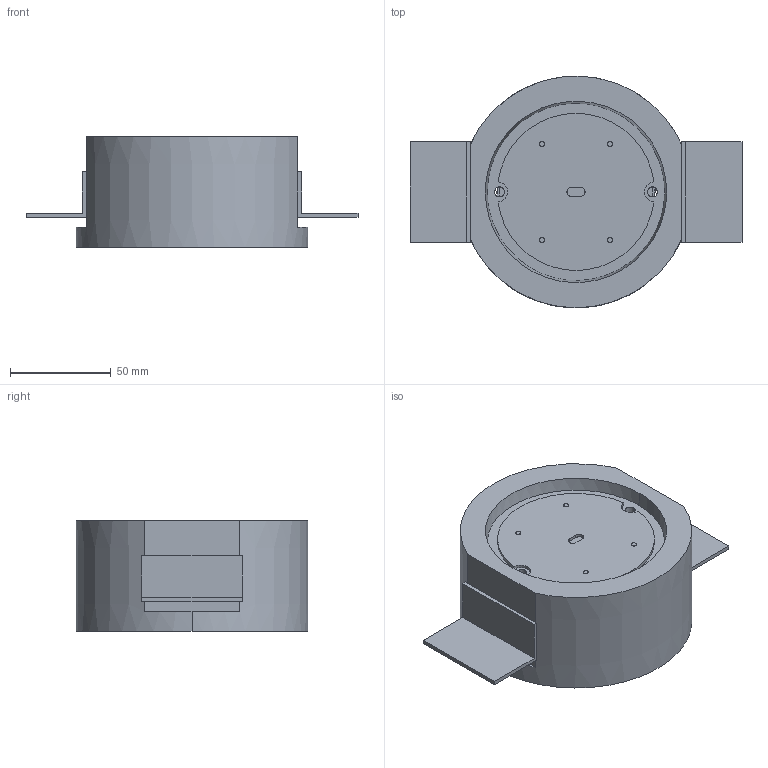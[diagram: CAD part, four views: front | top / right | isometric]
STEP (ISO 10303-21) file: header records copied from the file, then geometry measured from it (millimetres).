
FILE_DESCRIPTION(/* description */ (''),/* implementation_level */ '2;1');
FILE_NAME(/* name */ 'T338',/* time_stamp */ '2020-10-01T16:23:25+02:00',/* author */ (''),/* organization */ (''),/* preprocessor_version */ 'ST-DEVELOPER v16.5',/* originating_system */ '',/* authorisation */ '');
FILE_SCHEMA (('AUTOMOTIVE_DESIGN'));
Length unit declared in the file: millimetre
Products named in the file (1): Document
Bounding box: 164.78 x 115 x 55 mm (x, y, z)
Volume: 415266.9 mm3; surface area: 128957.1 mm2
Topology: 14 solids, 14 shells, 220 faces, 505 edges, 334 vertices
Faces by surface type: bspline 131, plane 89
Entity records: 6799 total; most frequent: CARTESIAN_POINT 3613, ORIENTED_EDGE 1010, EDGE_CURVE 505, VERTEX_POINT 334, EDGE_LOOP 277, ADVANCED_FACE 220, FACE_OUTER_BOUND 220, B_SPLINE_CURVE_WITH_KNOTS 157
